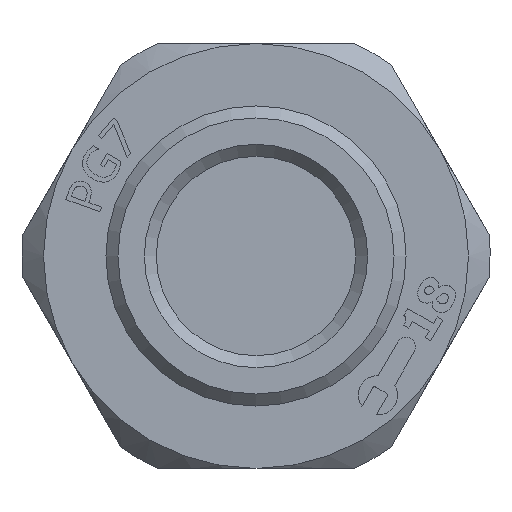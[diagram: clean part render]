
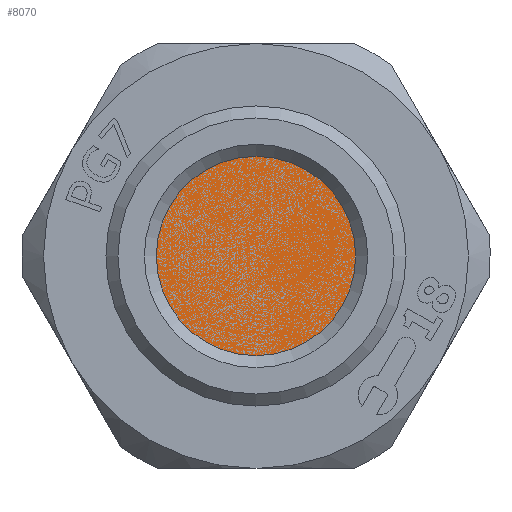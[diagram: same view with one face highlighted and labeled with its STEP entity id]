
A CAD part, front view. The second image highlights one B-rep face of the part: STEP entity #8070.
In plain terms, the highlighted planar face has unit normal (0, -1, 0).
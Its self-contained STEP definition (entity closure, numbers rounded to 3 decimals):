
#2640=FACE_OUTER_BOUND('',#3060,.T.);
#3060=EDGE_LOOP('',(#7537));
#3239=CIRCLE('',#8546,6.25);
#4044=VERTEX_POINT('',#16542);
#5209=EDGE_CURVE('',#4044,#4044,#3239,.T.);
#7537=ORIENTED_EDGE('',*,*,#5209,.T.);
#7678=PLANE('',#8545);
#8070=ADVANCED_FACE('',(#2640),#7678,.T.);
#8545=AXIS2_PLACEMENT_3D('',#16541,#10010,#10011);
#8546=AXIS2_PLACEMENT_3D('',#16543,#10012,#10013);
#10010=DIRECTION('center_axis',(0.,-1.,0.));
#10011=DIRECTION('ref_axis',(0.,0.,-1.));
#10012=DIRECTION('center_axis',(0.,-1.,0.));
#10013=DIRECTION('ref_axis',(0.,0.,1.));
#16541=CARTESIAN_POINT('Origin',(-5.143,-4.472,0.));
#16542=CARTESIAN_POINT('',(-0.358,-4.472,-4.02));
#16543=CARTESIAN_POINT('Origin',(-5.143,-4.472,0.));
